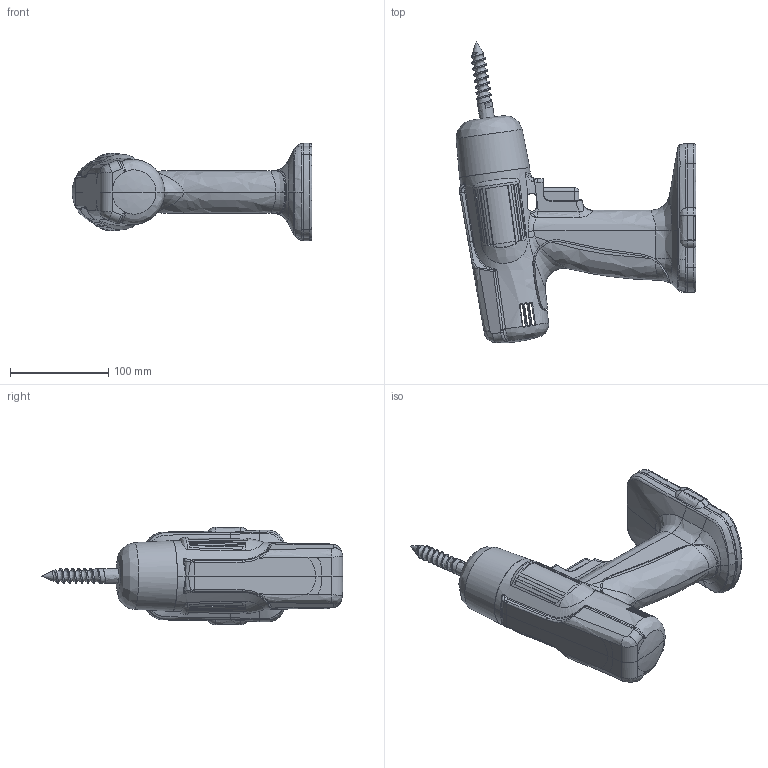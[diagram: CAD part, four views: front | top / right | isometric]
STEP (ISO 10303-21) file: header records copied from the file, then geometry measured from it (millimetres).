
FILE_DESCRIPTION(('FreeCAD Model'),'2;1');
FILE_NAME('Open CASCADE Shape Model','2025-05-04T13:26:56',('FreeCAD'),( 'FreeCAD'),'Open CASCADE STEP processor 7.6','FreeCAD','Unknown');
FILE_SCHEMA(('AUTOMOTIVE_DESIGN { 1 0 10303 214 1 1 1 1 }'));
Products named in the file (1): Open CASCADE STEP translator 7.6 1
Bounding box: 244.41 x 307.21 x 99.52 mm (x, y, z)
Volume: 477576.6 mm3; surface area: 275564.8 mm2
Topology: 6 solids, 6 shells, 1080 faces, 2885 edges, 1809 vertices
Faces by surface type: bspline 1080
Entity records: 50926 total; most frequent: CARTESIAN_POINT 34525, ORIENTED_EDGE 5716, EDGE_CURVE 2858, B_SPLINE_CURVE_WITH_KNOTS 2141, VERTEX_POINT 1809, FACE_BOUND 1115, EDGE_LOOP 1115, ADVANCED_FACE 1080
